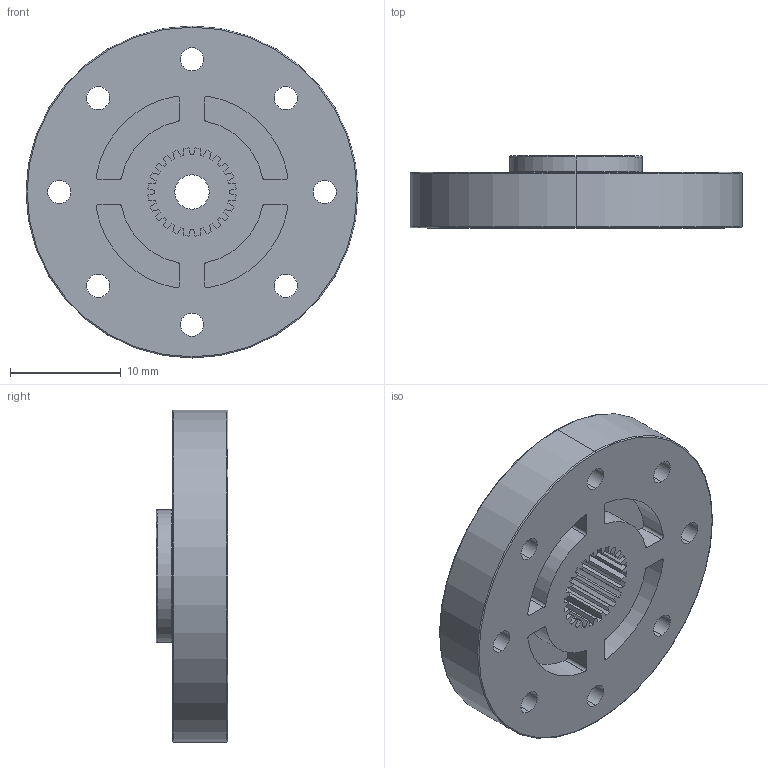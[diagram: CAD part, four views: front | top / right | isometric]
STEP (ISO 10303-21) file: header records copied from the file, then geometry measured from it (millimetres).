
FILE_DESCRIPTION (( 'STEP AP203' ), '1' );
FILE_NAME ('DS51_Arm_Disc.STEP', '2023-03-21T10:01:02', ( '' ), ( '' ), 'SwSTEP 2.0', 'SolidWorks 2019', '' );
FILE_SCHEMA (( 'CONFIG_CONTROL_DESIGN' ));
Length unit declared in the file: millimetre
Products named in the file (1): DS51_Arm_Disc
Bounding box: 30 x 6.5 x 30 mm (x, y, z)
Volume: 3093.2 mm3; surface area: 2627.8 mm2
Topology: 1 solids, 1 shells, 170 faces, 476 edges, 314 vertices
Faces by surface type: plane 88, cylinder 72, torus 10
Entity records: 5617 total; most frequent: DIRECTION 982, CARTESIAN_POINT 961, ORIENTED_EDGE 952, EDGE_CURVE 476, AXIS2_PLACEMENT_3D 335, VERTEX_POINT 314, LINE 312, VECTOR 312
